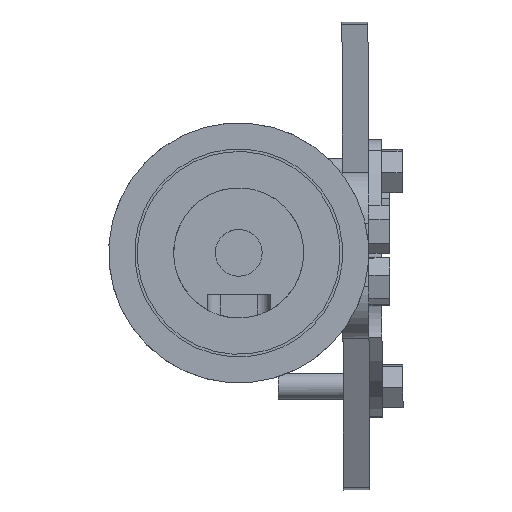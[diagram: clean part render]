
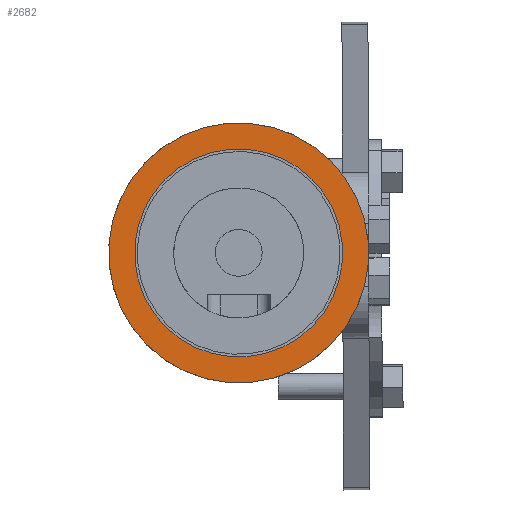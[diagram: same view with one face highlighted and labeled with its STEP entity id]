
A CAD part, top view. The second image highlights one B-rep face of the part: STEP entity #2682.
In plain terms, the highlighted face is planar.
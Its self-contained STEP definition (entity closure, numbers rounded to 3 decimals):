
#176=PLANE('',#2999);
#1056=ORIENTED_EDGE('',*,*,#1339,.F.);
#1057=ORIENTED_EDGE('',*,*,#1341,.T.);
#1339=EDGE_CURVE('',#1556,#1556,#1679,.T.);
#1341=EDGE_CURVE('',#1558,#1558,#1681,.T.);
#1556=VERTEX_POINT('',#4398);
#1558=VERTEX_POINT('',#4403);
#1679=CIRCLE('',#2994,20.);
#1681=CIRCLE('',#2997,25.);
#1941=EDGE_LOOP('',(#1056));
#1942=EDGE_LOOP('',(#1057));
#2203=FACE_BOUND('',#1941,.T.);
#2204=FACE_BOUND('',#1942,.T.);
#2682=ADVANCED_FACE('',(#2203,#2204),#176,.T.);
#2994=AXIS2_PLACEMENT_3D('',#4397,#3706,#3707);
#2997=AXIS2_PLACEMENT_3D('',#4402,#3712,#3713);
#2999=AXIS2_PLACEMENT_3D('',#4406,#3716,#3717);
#3706=DIRECTION('',(0.,1.,0.));
#3707=DIRECTION('',(1.,0.,0.));
#3712=DIRECTION('',(0.,1.,0.));
#3713=DIRECTION('',(1.,0.,0.));
#3716=DIRECTION('',(0.,1.,0.));
#3717=DIRECTION('',(0.,0.,1.));
#4397=CARTESIAN_POINT('',(0.,2.,0.));
#4398=CARTESIAN_POINT('',(20.,2.,0.));
#4402=CARTESIAN_POINT('',(0.,2.,0.));
#4403=CARTESIAN_POINT('',(25.,2.,0.));
#4406=CARTESIAN_POINT('',(0.,2.,0.));
